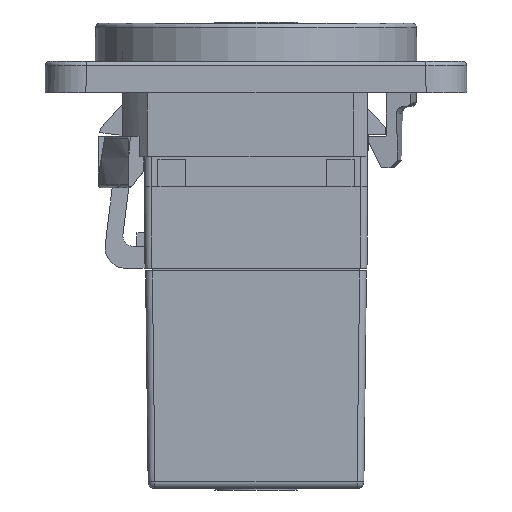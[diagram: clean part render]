
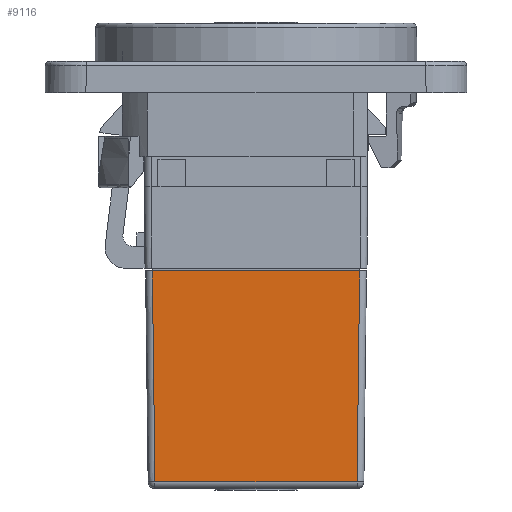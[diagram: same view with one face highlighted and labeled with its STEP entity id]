
A CAD part, left-side view. The second image highlights one B-rep face of the part: STEP entity #9116.
In plain terms, the highlighted planar face has unit normal (-1, 0, -0.012).
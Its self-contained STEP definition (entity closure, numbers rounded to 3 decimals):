
#298=PLANE('',#9650);
#639=FACE_OUTER_BOUND('',#1123,.T.);
#1123=EDGE_LOOP('',(#6594,#6595,#6596,#6597));
#2102=LINE('',#13126,#3056);
#2186=LINE('',#13296,#3140);
#2187=LINE('',#13298,#3141);
#2188=LINE('',#13299,#3142);
#3056=VECTOR('',#10672,1.);
#3140=VECTOR('',#10802,1.);
#3141=VECTOR('',#10803,1.);
#3142=VECTOR('',#10804,1.);
#3946=VERTEX_POINT('',#13123);
#3947=VERTEX_POINT('',#13125);
#4010=VERTEX_POINT('',#13295);
#4011=VERTEX_POINT('',#13297);
#4901=EDGE_CURVE('',#3947,#3946,#2102,.T.);
#4988=EDGE_CURVE('',#3946,#4010,#2186,.T.);
#4989=EDGE_CURVE('',#4010,#4011,#2187,.T.);
#4990=EDGE_CURVE('',#4011,#3947,#2188,.T.);
#6594=ORIENTED_EDGE('',*,*,#4901,.T.);
#6595=ORIENTED_EDGE('',*,*,#4988,.T.);
#6596=ORIENTED_EDGE('',*,*,#4989,.T.);
#6597=ORIENTED_EDGE('',*,*,#4990,.T.);
#9116=ADVANCED_FACE('',(#639),#298,.F.);
#9650=AXIS2_PLACEMENT_3D('',#13294,#10800,#10801);
#10672=DIRECTION('',(0.,1.,0.));
#10800=DIRECTION('center_axis',(1.,0.,
0.012));
#10801=DIRECTION('ref_axis',(0.012,0.,-1.));
#10802=DIRECTION('',(0.012,-0.012,-1.));
#10803=DIRECTION('',(0.,-1.,0.));
#10804=DIRECTION('',(-0.012,-0.012,1.));
#13123=CARTESIAN_POINT('',(-7.325,7.618,-18.2));
#13125=CARTESIAN_POINT('',(-7.325,-7.618,-18.2));
#13126=CARTESIAN_POINT('',(-7.325,-7.3,-18.2));
#13294=CARTESIAN_POINT('Origin',(-7.129,-7.3,-34.2));
#13295=CARTESIAN_POINT('',(-7.135,7.429,-33.706));
#13296=CARTESIAN_POINT('',(-7.127,7.421,-34.38));
#13297=CARTESIAN_POINT('',(-7.135,-7.429,-33.706));
#13298=CARTESIAN_POINT('',(-7.135,-7.423,-33.706));
#13299=CARTESIAN_POINT('',(-7.129,-7.423,-34.201));
